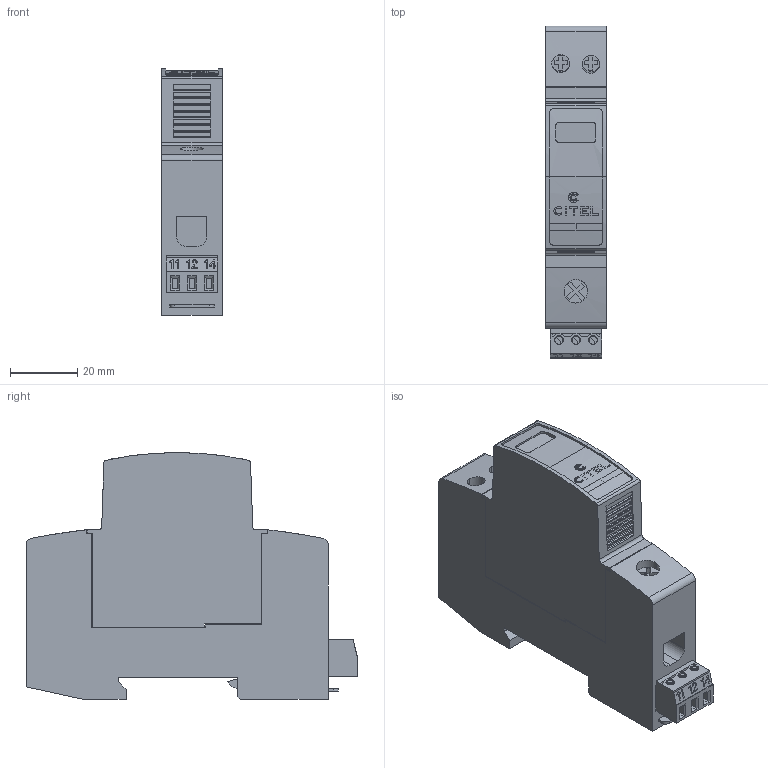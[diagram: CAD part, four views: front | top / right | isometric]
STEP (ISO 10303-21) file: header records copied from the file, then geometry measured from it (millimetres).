
FILE_DESCRIPTION(('STEP AP242'),'1');
FILE_NAME('dac15cs-11-150.stp','2021-11-08T13:17:34',('TraceParts'),('TraceParts S.A.'),'Spatial InterOp 3D',' ',' ');
FILE_SCHEMA(('AP242_MANAGED_MODEL_BASED_3D_ENGINEERING_MIM_LF {1 0 10303 442 1 1 4}'));
Length unit declared in the file: millimetre
Products named in the file (1): dac15cs-11-150
Bounding box: 18 x 98.8 x 73.51 mm (x, y, z)
Volume: 91774.4 mm3; surface area: 19698.9 mm2
Topology: 1 solids, 1 shells, 513 faces, 1462 edges, 1003 vertices
Faces by surface type: plane 389, cylinder 124
Entity records: 21203 total; most frequent: CARTESIAN_POINT 3886, ORIENTED_EDGE 2924, DIRECTION 2736, EDGE_CURVE 1462, LINE 1110, VECTOR 1110, VERTEX_POINT 1003, AXIS2_PLACEMENT_3D 813
